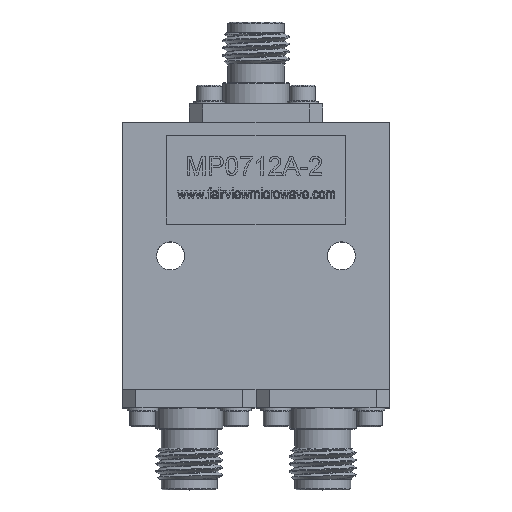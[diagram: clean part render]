
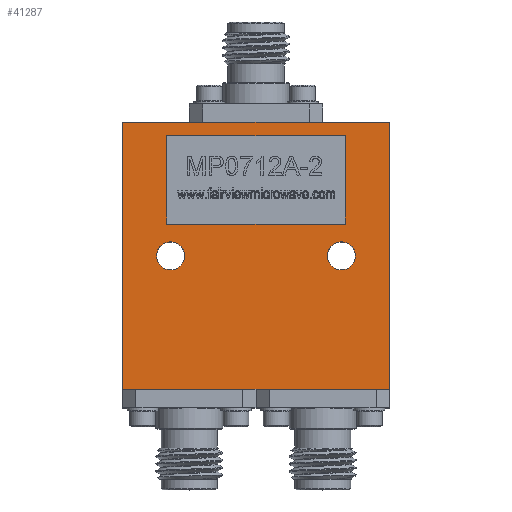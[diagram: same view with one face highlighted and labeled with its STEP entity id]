
A CAD part, top view. The second image highlights one B-rep face of the part: STEP entity #41287.
In plain terms, the highlighted planar face has unit normal (0, 0, 1).
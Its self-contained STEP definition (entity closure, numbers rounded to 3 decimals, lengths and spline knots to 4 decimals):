
#422 = VERTEX_POINT ( 'NONE', #38209 ) ;
#1510 = CARTESIAN_POINT ( 'NONE',  ( 0.5, -0.5, 0.255 ) ) ;
#2685 = EDGE_CURVE ( 'NONE', #31641, #41211, #37124, .T. ) ;
#3154 = CARTESIAN_POINT ( 'NONE',  ( -0.3338, 0.4508, 0.255 ) ) ;
#3328 = LINE ( 'NONE', #27171, #36824 ) ;
#3621 = PLANE ( 'NONE',  #7564 ) ;
#3706 = EDGE_LOOP ( 'NONE', ( #37013, #22466, #42463, #33682 ) ) ;
#3855 = FACE_OUTER_BOUND ( 'NONE', #3706, .T. ) ;
#4011 = VERTEX_POINT ( 'NONE', #34225 ) ;
#4015 = ORIENTED_EDGE ( 'NONE', *, *, #23059, .F. ) ;
#6882 = CARTESIAN_POINT ( 'NONE',  ( 0.3338, 0.1194, 0.255 ) ) ;
#7564 = AXIS2_PLACEMENT_3D ( 'NONE', #42221, #42443, #25165 ) ;
#7601 = EDGE_LOOP ( 'NONE', ( #31873 ) ) ;
#8522 = CARTESIAN_POINT ( 'NONE',  ( -0.2675, 0., 0.255 ) ) ;
#9322 = EDGE_CURVE ( 'NONE', #18659, #24636, #24364, .T. ) ;
#9370 = VERTEX_POINT ( 'NONE', #25259 ) ;
#10309 = CARTESIAN_POINT ( 'NONE',  ( -0.3338, 0.1194, 0.255 ) ) ;
#10695 = VECTOR ( 'NONE', #26764, 39.3701 ) ;
#11323 = CARTESIAN_POINT ( 'NONE',  ( -0.5, -0.5, 0.255 ) ) ;
#12263 = VECTOR ( 'NONE', #38244, 39.3701 ) ;
#12372 = DIRECTION ( 'NONE',  ( 0., -1., 0. ) ) ;
#12802 = ORIENTED_EDGE ( 'NONE', *, *, #28261, .F. ) ;
#13206 = DIRECTION ( 'NONE',  ( 0., 0., 1. ) ) ;
#13657 = ORIENTED_EDGE ( 'NONE', *, *, #9322, .F. ) ;
#13762 = DIRECTION ( 'NONE',  ( 0., 1., 0. ) ) ;
#16724 = CARTESIAN_POINT ( 'NONE',  ( 0.3338, 0.4508, 0.255 ) ) ;
#17202 = EDGE_LOOP ( 'NONE', ( #32927, #43235, #4015, #13657 ) ) ;
#17871 = DIRECTION ( 'NONE',  ( -1., 0., 0. ) ) ;
#18659 = VERTEX_POINT ( 'NONE', #42024 ) ;
#19399 = CARTESIAN_POINT ( 'NONE',  ( -0.5, -0.5, 0.255 ) ) ;
#19736 = CARTESIAN_POINT ( 'NONE',  ( -0.3338, 0.4508, 0.255 ) ) ;
#20344 = LINE ( 'NONE', #16724, #27219 ) ;
#21646 = CARTESIAN_POINT ( 'NONE',  ( -0.5, 0.5, 0.255 ) ) ;
#21726 = AXIS2_PLACEMENT_3D ( 'NONE', #37072, #23654, #41150 ) ;
#22102 = EDGE_CURVE ( 'NONE', #422, #31641, #31293, .T. ) ;
#22466 = ORIENTED_EDGE ( 'NONE', *, *, #22102, .T. ) ;
#22607 = DIRECTION ( 'NONE',  ( 0., 1., 0. ) ) ;
#23059 = EDGE_CURVE ( 'NONE', #24636, #38387, #36774, .T. ) ;
#23386 = AXIS2_PLACEMENT_3D ( 'NONE', #34082, #13206, #33635 ) ;
#23435 = VECTOR ( 'NONE', #12372, 39.3701 ) ;
#23542 = EDGE_CURVE ( 'NONE', #38387, #37112, #3328, .T. ) ;
#23654 = DIRECTION ( 'NONE',  ( 0., 0., 1. ) ) ;
#24276 = CARTESIAN_POINT ( 'NONE',  ( -0.5, -0.5, 0.255 ) ) ;
#24364 = LINE ( 'NONE', #41644, #12263 ) ;
#24636 = VERTEX_POINT ( 'NONE', #3154 ) ;
#24799 = EDGE_LOOP ( 'NONE', ( #12802 ) ) ;
#25165 = DIRECTION ( 'NONE',  ( -1., 0., 0. ) ) ;
#25259 = CARTESIAN_POINT ( 'NONE',  ( 0.5, -0.5, 0.255 ) ) ;
#26764 = DIRECTION ( 'NONE',  ( 0., -1., 0. ) ) ;
#27171 = CARTESIAN_POINT ( 'NONE',  ( -0.3338, 0.1194, 0.255 ) ) ;
#27219 = VECTOR ( 'NONE', #13762, 39.3701 ) ;
#27730 = EDGE_CURVE ( 'NONE', #41211, #9370, #42423, .T. ) ;
#28261 = EDGE_CURVE ( 'NONE', #4011, #4011, #40617, .T. ) ;
#29357 = VECTOR ( 'NONE', #22607, 39.3701 ) ;
#31107 = FACE_BOUND ( 'NONE', #24799, .T. ) ;
#31293 = LINE ( 'NONE', #35140, #37513 ) ;
#31641 = VERTEX_POINT ( 'NONE', #21646 ) ;
#31873 = ORIENTED_EDGE ( 'NONE', *, *, #37621, .F. ) ;
#32377 = VERTEX_POINT ( 'NONE', #8522 ) ;
#32927 = ORIENTED_EDGE ( 'NONE', *, *, #43425, .F. ) ;
#33063 = LINE ( 'NONE', #1510, #29357 ) ;
#33635 = DIRECTION ( 'NONE',  ( 1., 0., 0. ) ) ;
#33682 = ORIENTED_EDGE ( 'NONE', *, *, #27730, .T. ) ;
#34082 = CARTESIAN_POINT ( 'NONE',  ( -0.32, 0., 0.255 ) ) ;
#34225 = CARTESIAN_POINT ( 'NONE',  ( 0.3725, 0., 0.255 ) ) ;
#35140 = CARTESIAN_POINT ( 'NONE',  ( -0.5, 0.5, 0.255 ) ) ;
#36774 = LINE ( 'NONE', #19736, #10695 ) ;
#36824 = VECTOR ( 'NONE', #41030, 39.3701 ) ;
#37013 = ORIENTED_EDGE ( 'NONE', *, *, #41926, .T. ) ;
#37072 = CARTESIAN_POINT ( 'NONE',  ( 0.32, 0., 0.255 ) ) ;
#37112 = VERTEX_POINT ( 'NONE', #6882 ) ;
#37124 = LINE ( 'NONE', #19399, #23435 ) ;
#37513 = VECTOR ( 'NONE', #17871, 39.3701 ) ;
#37621 = EDGE_CURVE ( 'NONE', #32377, #32377, #44410, .T. ) ;
#37706 = VECTOR ( 'NONE', #42871, 39.3701 ) ;
#38209 = CARTESIAN_POINT ( 'NONE',  ( 0.5, 0.5, 0.255 ) ) ;
#38244 = DIRECTION ( 'NONE',  ( -1., 0., 0. ) ) ;
#38375 = FACE_BOUND ( 'NONE', #17202, .T. ) ;
#38387 = VERTEX_POINT ( 'NONE', #10309 ) ;
#38610 = FACE_BOUND ( 'NONE', #7601, .T. ) ;
#40617 = CIRCLE ( 'NONE', #21726, 0.0525 ) ;
#41030 = DIRECTION ( 'NONE',  ( 1., 0., 0. ) ) ;
#41150 = DIRECTION ( 'NONE',  ( 1., 0., 0. ) ) ;
#41211 = VERTEX_POINT ( 'NONE', #24276 ) ;
#41287 = ADVANCED_FACE ( 'NONE', ( #3855, #31107, #38610, #38375 ), #3621, .F. ) ;
#41644 = CARTESIAN_POINT ( 'NONE',  ( -0.3338, 0.4508, 0.255 ) ) ;
#41926 = EDGE_CURVE ( 'NONE', #9370, #422, #33063, .T. ) ;
#42024 = CARTESIAN_POINT ( 'NONE',  ( 0.3338, 0.4508, 0.255 ) ) ;
#42221 = CARTESIAN_POINT ( 'NONE',  ( 0., 0., 0.255 ) ) ;
#42423 = LINE ( 'NONE', #11323, #37706 ) ;
#42443 = DIRECTION ( 'NONE',  ( 0., 0., -1. ) ) ;
#42463 = ORIENTED_EDGE ( 'NONE', *, *, #2685, .T. ) ;
#42871 = DIRECTION ( 'NONE',  ( 1., 0., 0. ) ) ;
#43235 = ORIENTED_EDGE ( 'NONE', *, *, #23542, .F. ) ;
#43425 = EDGE_CURVE ( 'NONE', #37112, #18659, #20344, .T. ) ;
#44410 = CIRCLE ( 'NONE', #23386, 0.0525 ) ;
